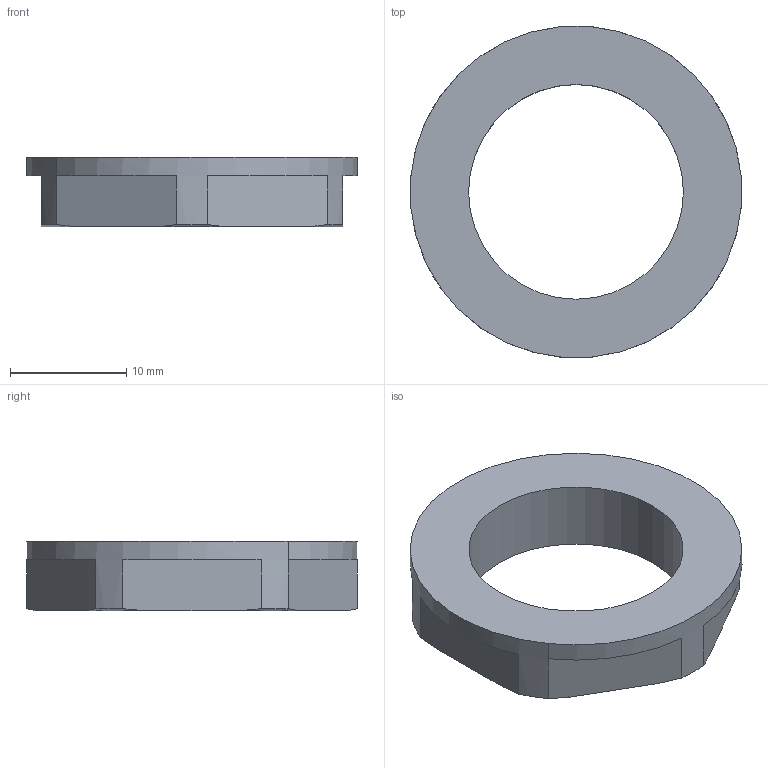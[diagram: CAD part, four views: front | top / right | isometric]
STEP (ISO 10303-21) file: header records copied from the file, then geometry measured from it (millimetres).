
FILE_DESCRIPTION(('Creo Elements/Direct Modeling STEP Export'),'2;1');
FILE_NAME('model.stp','2019-04-12T 1:59:05',(''),(''),'Creo Elements/Direct Modeling STEP processor for AP214 (Solid Model)','Creo Elements/Direct Modeling 20.1A 29-Sep-2018 (C) Parametric Technology GmbH','');
FILE_SCHEMA(('AUTOMOTIVE_DESIGN { 1 0 10303 214 1 1 1 1 }'));
Length unit declared in the file: millimetre
Products named in the file (2): A_INL_M20_P_LG-select
Assembly tree (1 placements, depth 2):
  A_INL_M20_P_LG-select
    A_INL_M20_P_LG-select
Bounding box: 28.51 x 28.59 x 6 mm (x, y, z)
Volume: 1965.1 mm3; surface area: 1620.7 mm2
Topology: 1 solids, 1 shells, 24 faces, 65 edges, 43 vertices
Faces by surface type: plane 14, cone 6, cylinder 4
Entity records: 967 total; most frequent: CARTESIAN_POINT 152, ORIENTED_EDGE 130, DIRECTION 120, EDGE_CURVE 65, AXIS2_PLACEMENT_3D 47, VERTEX_POINT 43, EDGE_LOOP 26, VECTOR 26
